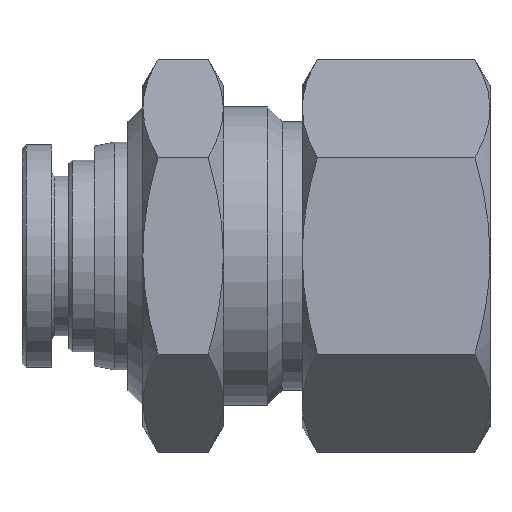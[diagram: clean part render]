
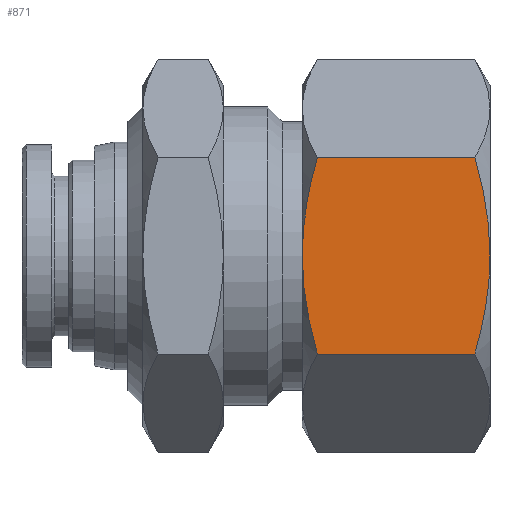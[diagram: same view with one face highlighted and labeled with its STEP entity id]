
A CAD part, top view. The second image highlights one B-rep face of the part: STEP entity #871.
In plain terms, the highlighted planar face has unit normal (0, 0, 1).
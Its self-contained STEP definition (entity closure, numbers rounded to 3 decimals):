
#226=CARTESIAN_POINT('',(29.5,0.0,12.7));
#227=VERTEX_POINT('',#226);
#318=CARTESIAN_POINT('',(16.634,7.332,12.7));
#319=VERTEX_POINT('',#318);
#320=CARTESIAN_POINT('',(15.5,0.0,12.7));
#321=VERTEX_POINT('',#320);
#322=CARTESIAN_POINT('',(16.634,7.332,12.7));
#323=CARTESIAN_POINT('',(15.5,3.403,12.7));
#324=CARTESIAN_POINT('',(15.5,0.0,12.7));
#332=(BOUNDED_CURVE()B_SPLINE_CURVE(2,(#322,#323,#324),.UNSPECIFIED.,.F.,.U.)B_SPLINE_CURVE_WITH_KNOTS((3,3),(0.219,0.995),.UNSPECIFIED.)CURVE()GEOMETRIC_REPRESENTATION_ITEM()RATIONAL_B_SPLINE_CURVE((1.022,1.049,1.0))REPRESENTATION_ITEM(''));
#333=EDGE_CURVE('',#319,#321,#332,.T.);
#363=CARTESIAN_POINT('',(16.634,-7.332,12.7));
#364=VERTEX_POINT('',#363);
#365=CARTESIAN_POINT('',(15.5,0.0,12.7));
#366=CARTESIAN_POINT('',(15.5,-3.403,12.7));
#367=CARTESIAN_POINT('',(16.634,-7.332,12.7));
#375=(BOUNDED_CURVE()B_SPLINE_CURVE(2,(#365,#366,#367),.UNSPECIFIED.,.F.,.U.)B_SPLINE_CURVE_WITH_KNOTS((3,3),(0.995,1.772),.UNSPECIFIED.)CURVE()GEOMETRIC_REPRESENTATION_ITEM()RATIONAL_B_SPLINE_CURVE((1.0,1.049,1.022))REPRESENTATION_ITEM(''));
#376=EDGE_CURVE('',#321,#364,#375,.T.);
#578=CARTESIAN_POINT('',(28.366,-7.332,12.7));
#579=VERTEX_POINT('',#578);
#580=CARTESIAN_POINT('',(28.366,-7.332,12.7));
#581=CARTESIAN_POINT('',(29.5,-3.403,12.7));
#582=CARTESIAN_POINT('',(29.5,0.0,12.7));
#590=(BOUNDED_CURVE()B_SPLINE_CURVE(2,(#580,#581,#582),.UNSPECIFIED.,.F.,.U.)B_SPLINE_CURVE_WITH_KNOTS((3,3),(0.219,0.995),.UNSPECIFIED.)CURVE()GEOMETRIC_REPRESENTATION_ITEM()RATIONAL_B_SPLINE_CURVE((1.022,1.049,1.0))REPRESENTATION_ITEM(''));
#591=EDGE_CURVE('',#579,#227,#590,.T.);
#615=CARTESIAN_POINT('',(28.366,7.332,12.7));
#616=VERTEX_POINT('',#615);
#630=CARTESIAN_POINT('',(29.5,0.0,12.7));
#631=CARTESIAN_POINT('',(29.5,3.403,12.7));
#632=CARTESIAN_POINT('',(28.366,7.332,12.7));
#640=(BOUNDED_CURVE()B_SPLINE_CURVE(2,(#630,#631,#632),.UNSPECIFIED.,.F.,.U.)B_SPLINE_CURVE_WITH_KNOTS((3,3),(0.995,1.772),.UNSPECIFIED.)CURVE()GEOMETRIC_REPRESENTATION_ITEM()RATIONAL_B_SPLINE_CURVE((1.0,1.049,1.022))REPRESENTATION_ITEM(''));
#641=EDGE_CURVE('',#227,#616,#640,.T.);
#773=CARTESIAN_POINT('',(28.366,-7.332,12.7));
#774=DIRECTION('',(-1.0,0.0,0.0));
#775=VECTOR('',#774,11.731);
#776=LINE('',#773,#775);
#777=EDGE_CURVE('',#579,#364,#776,.T.);
#826=CARTESIAN_POINT('',(28.366,7.332,12.7));
#827=DIRECTION('',(-1.0,0.0,0.0));
#828=VECTOR('',#827,11.731);
#829=LINE('',#826,#828);
#830=EDGE_CURVE('',#616,#319,#829,.T.);
#858=CARTESIAN_POINT('',(29.5,-7.332,12.7));
#859=DIRECTION('',(0.0,0.0,1.0));
#860=DIRECTION('',(0.0,1.0,0.0));
#861=AXIS2_PLACEMENT_3D('',#858,#859,#860);
#862=PLANE('',#861);
#863=ORIENTED_EDGE('',*,*,#376,.T.);
#864=ORIENTED_EDGE('',*,*,#777,.F.);
#865=ORIENTED_EDGE('',*,*,#591,.T.);
#866=ORIENTED_EDGE('',*,*,#641,.T.);
#867=ORIENTED_EDGE('',*,*,#830,.T.);
#868=ORIENTED_EDGE('',*,*,#333,.T.);
#869=EDGE_LOOP('',(#863,#864,#865,#866,#867,#868));
#870=FACE_OUTER_BOUND('',#869,.T.);
#871=ADVANCED_FACE('',(#870),#862,.T.);
